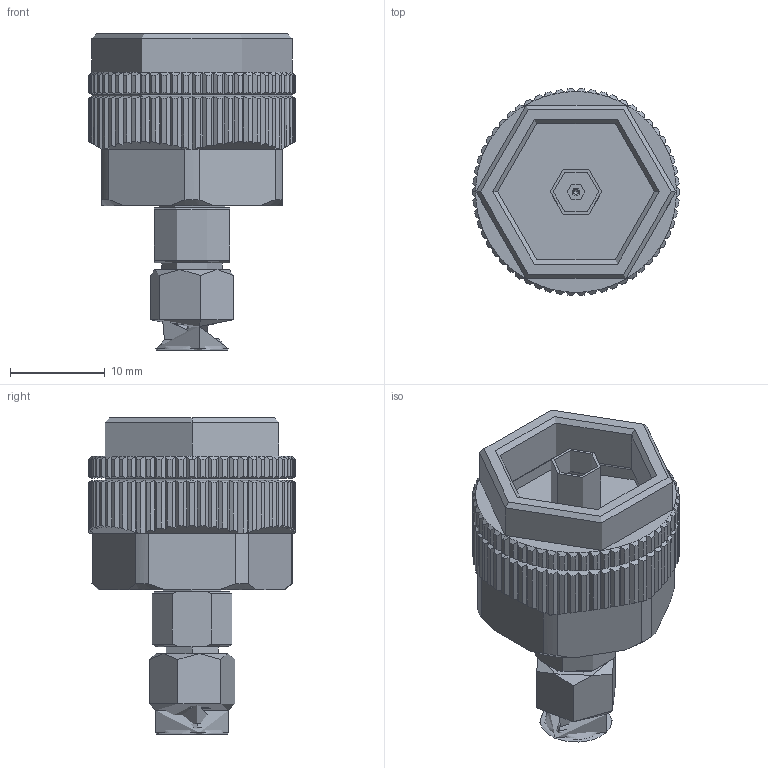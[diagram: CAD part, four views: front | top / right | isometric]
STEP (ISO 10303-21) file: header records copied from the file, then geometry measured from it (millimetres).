
FILE_DESCRIPTION (( 'STEP AP214' ), '1' );
FILE_NAME ('CT-VFN3M-LN1.STEP', '2025-01-24T01:29:27', ( '' ), ( '' ), 'SwSTEP 2.0', 'SolidWorks 2021', '' );
FILE_SCHEMA (( 'AUTOMOTIVE_DESIGN' ));
Length unit declared in the file: inch
Products named in the file (1): CT-VFN3M-LN1
Bounding box: 21.8 x 21.79 x 33.35 mm (x, y, z)
Topology: 0 solids, 3 shells, 585 faces, 1640 edges, 1073 vertices
Faces by surface type: plane 297, cylinder 176, cone 104, bspline 4, torus 2, sphere 2
Full cylindrical faces by diameter (mm): 5.66 x1
Entity records: 29900 total; most frequent: CARTESIAN_POINT 8039, ORIENTED_EDGE 3256, DIRECTION 2636, EDGE_CURVE 1636, VERTEX_POINT 1073, AXIS2_PLACEMENT_3D 962, LINE 712, VECTOR 712
